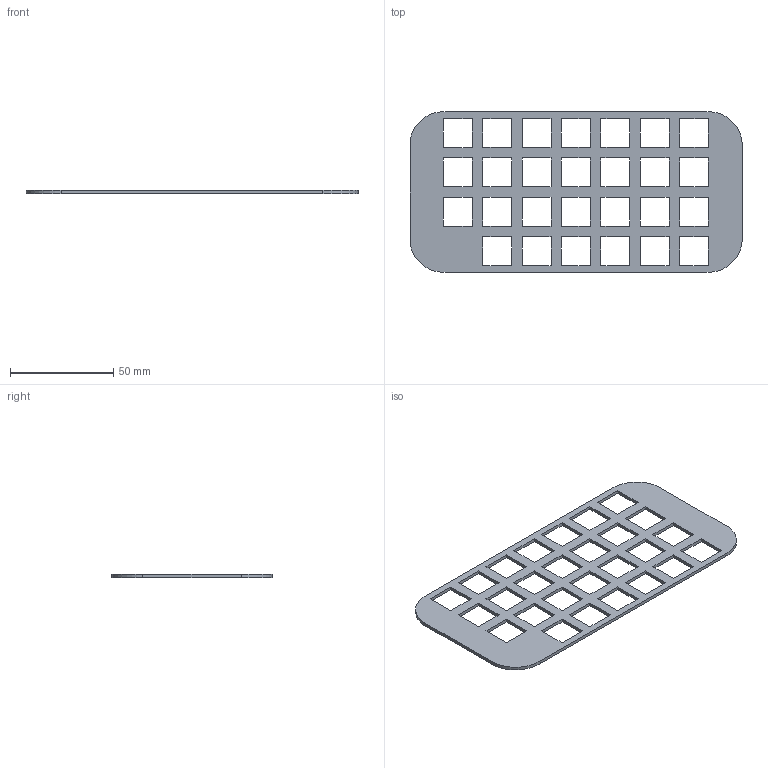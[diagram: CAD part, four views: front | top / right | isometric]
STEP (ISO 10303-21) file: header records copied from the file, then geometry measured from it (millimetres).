
FILE_DESCRIPTION(('KiCad electronic assembly'),'2;1');
FILE_NAME('top_plate_no_screw_holes.step','2024-11-08T20:04:43',( 'Pcbnew'),('Kicad'),'Open CASCADE STEP processor 7.8', 'KiCad to STEP converter','Unknown');
FILE_SCHEMA(('AUTOMOTIVE_DESIGN { 1 0 10303 214 1 1 1 1 }'));
Length unit declared in the file: millimetre
Products named in the file (2): top_plate_no_screw_holes 1; topplate_PCB
Assembly tree (1 placements, depth 2):
  top_plate_no_screw_holes 1
    topplate_PCB
Bounding box: 160.7 x 77.58 x 1.6 mm (x, y, z)
Volume: 11133.6 mm3; surface area: 17055.1 mm2
Topology: 1 solids, 1 shells, 118 faces, 348 edges, 232 vertices
Faces by surface type: plane 114, cylinder 4
Entity records: 4005 total; most frequent: CARTESIAN_POINT 700, ORIENTED_EDGE 696, DIRECTION 596, EDGE_CURVE 348, LINE 340, VECTOR 340, VERTEX_POINT 232, FACE_BOUND 172
